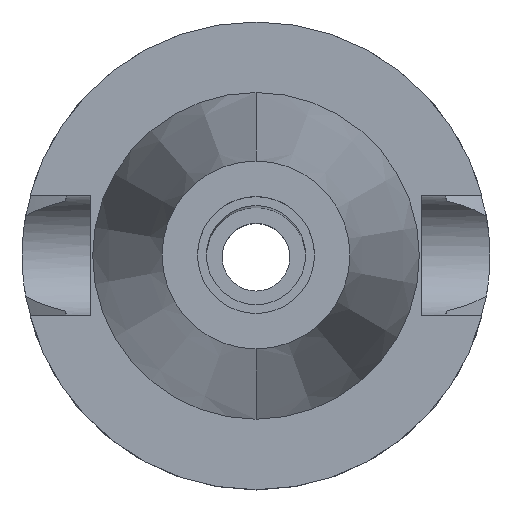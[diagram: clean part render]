
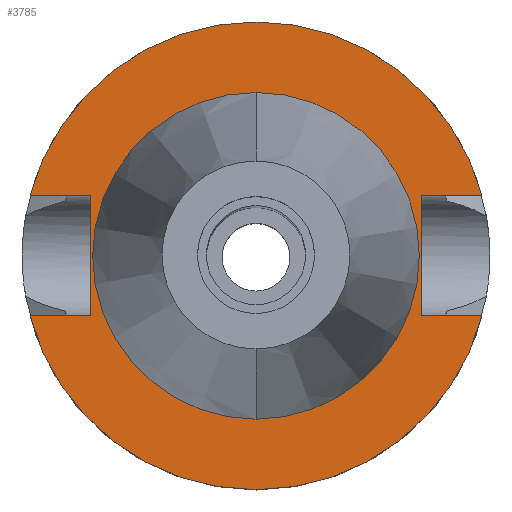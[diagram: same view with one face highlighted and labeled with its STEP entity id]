
A CAD part, top view. The second image highlights one B-rep face of the part: STEP entity #3785.
In plain terms, the highlighted planar face has unit normal (0, 0, 1).
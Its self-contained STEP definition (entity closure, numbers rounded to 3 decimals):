
#1613=DIRECTION('',(1.,0.,0.));
#1614=VECTOR('',#1613,12.921);
#1615=CARTESIAN_POINT('',(35.4,12.85,-1.5));
#1616=LINE('',#1615,#1614);
#1660=DIRECTION('',(0.,1.,0.));
#1661=VECTOR('',#1660,25.7);
#1662=CARTESIAN_POINT('',(-35.4,-12.85,-1.5));
#1663=LINE('',#1662,#1661);
#1667=DIRECTION('',(-1.,0.,0.));
#1668=VECTOR('',#1667,12.921);
#1669=CARTESIAN_POINT('',(-35.4,12.85,-1.5));
#1670=LINE('',#1669,#1668);
#1674=CARTESIAN_POINT('',(0.,0.,-1.5));
#1675=DIRECTION('',(0.,0.,-1.));
#1676=DIRECTION('',(-0.966,0.257,0.));
#1677=AXIS2_PLACEMENT_3D('',#1674,#1675,#1676);
#1682=CARTESIAN_POINT('',(0.,0.,-1.5));
#1683=DIRECTION('',(0.,0.,-1.));
#1684=DIRECTION('',(0.,1.,0.));
#1685=AXIS2_PLACEMENT_3D('',#1682,#1683,#1684);
#1690=DIRECTION('',(0.,-1.,0.));
#1691=VECTOR('',#1690,25.7);
#1692=CARTESIAN_POINT('',(35.4,12.85,-1.5));
#1693=LINE('',#1692,#1691);
#1697=DIRECTION('',(1.,0.,0.));
#1698=VECTOR('',#1697,12.921);
#1699=CARTESIAN_POINT('',(35.4,-12.85,-1.5));
#1700=LINE('',#1699,#1698);
#1704=CARTESIAN_POINT('',(0.,0.,-1.5));
#1705=DIRECTION('',(0.,0.,-1.));
#1706=DIRECTION('',(0.966,-0.257,0.));
#1707=AXIS2_PLACEMENT_3D('',#1704,#1705,#1706);
#1712=CARTESIAN_POINT('',(0.,0.,-1.5));
#1713=DIRECTION('',(0.,0.,-1.));
#1714=DIRECTION('',(0.,-1.,0.));
#1715=AXIS2_PLACEMENT_3D('',#1712,#1713,#1714);
#1720=CARTESIAN_POINT('',(0.,0.,-1.5));
#1721=DIRECTION('',(0.,0.,1.));
#1722=DIRECTION('',(0.,-1.,0.));
#1723=AXIS2_PLACEMENT_3D('',#1720,#1721,#1722);
#1728=CARTESIAN_POINT('',(0.,0.,-1.5));
#1729=DIRECTION('',(0.,0.,1.));
#1730=DIRECTION('',(0.,1.,0.));
#1731=AXIS2_PLACEMENT_3D('',#1728,#1729,#1730);
#1766=DIRECTION('',(-1.,0.,0.));
#1767=VECTOR('',#1766,12.921);
#1768=CARTESIAN_POINT('',(-35.4,-12.85,-1.5));
#1769=LINE('',#1768,#1767);
#2548=CARTESIAN_POINT('',(-35.4,-12.85,-1.5));
#2549=VERTEX_POINT('',#2548);
#2550=CARTESIAN_POINT('',(-48.321,-12.85,-1.5));
#2551=VERTEX_POINT('',#2550);
#2554=CARTESIAN_POINT('',(-35.4,12.85,-1.5));
#2555=VERTEX_POINT('',#2554);
#2556=CARTESIAN_POINT('',(-48.321,12.85,-1.5));
#2557=VERTEX_POINT('',#2556);
#2558=CARTESIAN_POINT('',(0.,50.,-1.5));
#2559=CARTESIAN_POINT('',(48.321,12.85,-1.5));
#2560=VERTEX_POINT('',#2558);
#2561=VERTEX_POINT('',#2559);
#2562=CARTESIAN_POINT('',(35.4,12.85,-1.5));
#2563=VERTEX_POINT('',#2562);
#2564=CARTESIAN_POINT('',(35.4,-12.85,-1.5));
#2565=VERTEX_POINT('',#2564);
#2566=CARTESIAN_POINT('',(48.321,-12.85,-1.5));
#2567=VERTEX_POINT('',#2566);
#2568=CARTESIAN_POINT('',(0.,-50.,-1.5));
#2569=VERTEX_POINT('',#2568);
#2570=CARTESIAN_POINT('',(0.,-34.925,-1.5));
#2571=CARTESIAN_POINT('',(0.,34.925,-1.5));
#2572=VERTEX_POINT('',#2570);
#2573=VERTEX_POINT('',#2571);
#3754=CARTESIAN_POINT('',(0.,0.,-1.5));
#3755=DIRECTION('',(0.,0.,-1.));
#3756=DIRECTION('',(0.,-1.,0.));
#3757=AXIS2_PLACEMENT_3D('',#3754,#3755,#3756);
#3758=PLANE('',#3757);
#3760=ORIENTED_EDGE('',*,*,#3759,.T.);
#3762=ORIENTED_EDGE('',*,*,#3761,.T.);
#3764=ORIENTED_EDGE('',*,*,#3763,.T.);
#3766=ORIENTED_EDGE('',*,*,#3765,.T.);
#3767=ORIENTED_EDGE('',*,*,#3730,.F.);
#3768=ORIENTED_EDGE('',*,*,#3744,.T.);
#3770=ORIENTED_EDGE('',*,*,#3769,.T.);
#3772=ORIENTED_EDGE('',*,*,#3771,.T.);
#3774=ORIENTED_EDGE('',*,*,#3773,.T.);
#3776=ORIENTED_EDGE('',*,*,#3775,.F.);
#3777=EDGE_LOOP('',(#3760,#3762,#3764,#3766,#3767,#3768,#3770,#3772,#3774,
#3776));
#3778=FACE_OUTER_BOUND('',#3777,.F.);
#3780=ORIENTED_EDGE('',*,*,#3779,.T.);
#3782=ORIENTED_EDGE('',*,*,#3781,.T.);
#3783=EDGE_LOOP('',(#3780,#3782));
#3784=FACE_BOUND('',#3783,.F.);
#1678=CIRCLE('',#1677,50.);
#1686=CIRCLE('',#1685,50.);
#1708=CIRCLE('',#1707,50.);
#1716=CIRCLE('',#1715,50.);
#1724=CIRCLE('',#1723,34.925);
#1732=CIRCLE('',#1731,34.925);
#3730=EDGE_CURVE('',#2563,#2561,#1616,.T.);
#3744=EDGE_CURVE('',#2563,#2565,#1693,.T.);
#3759=EDGE_CURVE('',#2549,#2555,#1663,.T.);
#3761=EDGE_CURVE('',#2555,#2557,#1670,.T.);
#3763=EDGE_CURVE('',#2557,#2560,#1678,.T.);
#3765=EDGE_CURVE('',#2560,#2561,#1686,.T.);
#3769=EDGE_CURVE('',#2565,#2567,#1700,.T.);
#3771=EDGE_CURVE('',#2567,#2569,#1708,.T.);
#3773=EDGE_CURVE('',#2569,#2551,#1716,.T.);
#3775=EDGE_CURVE('',#2549,#2551,#1769,.T.);
#3779=EDGE_CURVE('',#2572,#2573,#1724,.T.);
#3781=EDGE_CURVE('',#2573,#2572,#1732,.T.);
#3785=ADVANCED_FACE('',(#3778,#3784),#3758,.F.);
